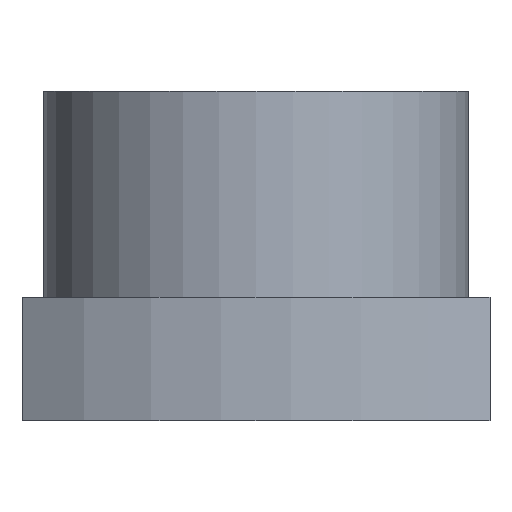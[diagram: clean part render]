
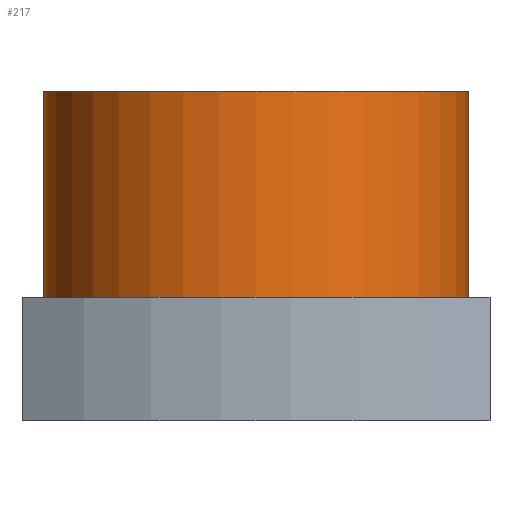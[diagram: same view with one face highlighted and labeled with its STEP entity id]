
A CAD part, front view. The second image highlights one B-rep face of the part: STEP entity #217.
In plain terms, the highlighted cylindrical face has radius 10 mm (diameter 20 mm), a partial arc.
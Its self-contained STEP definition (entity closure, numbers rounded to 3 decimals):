
#141=EDGE_CURVE('',#187,#219,#313,.T.);
#181=EDGE_CURVE('',#221,#219,#357,.T.);
#187=VERTEX_POINT('',#363);
#195=VERTEX_POINT('',#375);
#201=EDGE_CURVE('',#187,#195,#381,.T.);
#203=EDGE_CURVE('',#195,#221,#383,.T.);
#217=ADVANCED_FACE('',(#398),#399,.T.);
#219=VERTEX_POINT('',#401);
#221=VERTEX_POINT('',#403);
#313=CIRCLE('',#503,10.0);
#357=LINE('',#558,#559);
#363=CARTESIAN_POINT('',(10.,0.,9.7));
#375=CARTESIAN_POINT('',(10.,0.,0.));
#381=LINE('',#585,#586);
#383=CIRCLE('',#589,10.0);
#398=FACE_OUTER_BOUND('',#609,.T.);
#399=CYLINDRICAL_SURFACE('',#610,10.0);
#401=CARTESIAN_POINT('',(-10.0,0.,9.7));
#403=CARTESIAN_POINT('',(-10.0,0.,0.));
#503=AXIS2_PLACEMENT_3D('',#743,#744,#745);
#558=CARTESIAN_POINT('',(-10.0,0.,4.85));
#559=VECTOR('',#792,1.0);
#585=CARTESIAN_POINT('',(10.,0.,4.85));
#586=VECTOR('',#814,1.0);
#589=AXIS2_PLACEMENT_3D('',#815,#816,#817);
#609=EDGE_LOOP('',(#832,#833,#834,#835));
#610=AXIS2_PLACEMENT_3D('',#836,#837,#838);
#743=CARTESIAN_POINT('',(0.,0.,9.7));
#744=DIRECTION('',(0.0,0.0,-1.0));
#745=DIRECTION('',(1.0,0.,0.0));
#792=DIRECTION('',(-0.0,-0.0,1.0));
#814=DIRECTION('',(0.0,0.0,-1.0));
#815=CARTESIAN_POINT('',(0.,0.,0.));
#816=DIRECTION('',(0.0,0.0,-1.0));
#817=DIRECTION('',(1.0,0.,0.0));
#832=ORIENTED_EDGE('',*,*,#201,.F.);
#833=ORIENTED_EDGE('',*,*,#141,.T.);
#834=ORIENTED_EDGE('',*,*,#181,.F.);
#835=ORIENTED_EDGE('',*,*,#203,.F.);
#836=CARTESIAN_POINT('',(0.,0.,4.85));
#837=DIRECTION('',(-0.0,-0.0,1.0));
#838=DIRECTION('',(1.0,0.,0.0));
